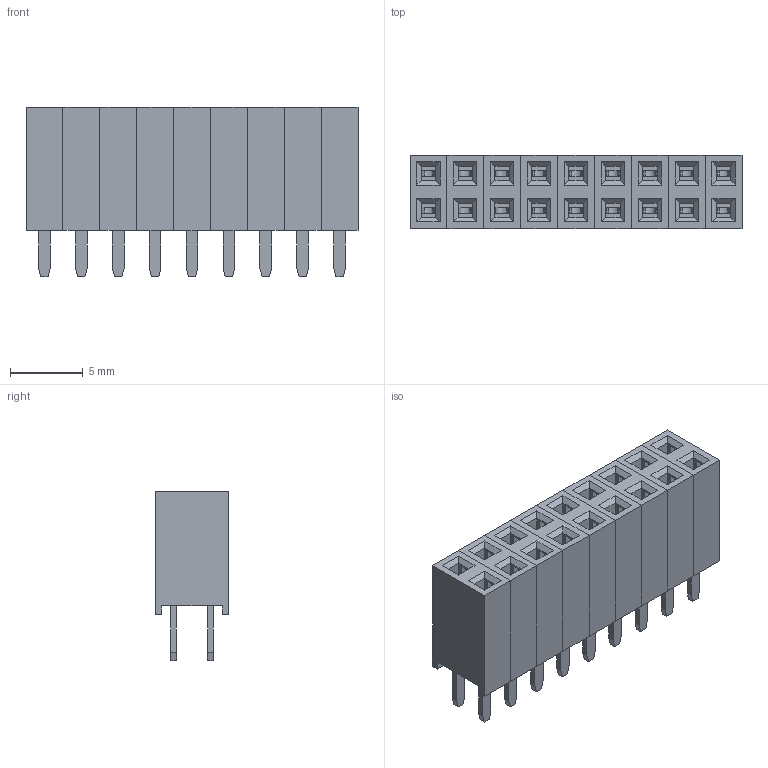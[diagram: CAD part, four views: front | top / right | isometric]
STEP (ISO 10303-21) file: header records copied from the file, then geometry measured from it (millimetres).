
FILE_DESCRIPTION (( 'STEP AP214' ), '1' );
FILE_NAME ('User Library-HeaderRangLuocKepThang2.54mm.STEP', '2019-04-08T09:33:30', ( '' ), ( '' ), 'SwSTEP 2.0', 'SolidWorks 2019', '' );
FILE_SCHEMA (( 'AUTOMOTIVE_DESIGN' ));
Length unit declared in the file: millimetre
Products named in the file (1): User Library-HeaderRangLuocKepThang2.54mm
Bounding box: 22.86 x 5.08 x 11.7 mm (x, y, z)
Volume: 810.2 mm3; surface area: 2692.7 mm2
Topology: 9 solids, 9 shells, 774 faces, 2196 edges, 1440 vertices
Faces by surface type: plane 756, cylinder 18
Entity records: 33284 total; most frequent: CARTESIAN_POINT 4411, ORIENTED_EDGE 4392, DIRECTION 3782, EDGE_CURVE 2196, LINE 2160, VECTOR 2160, VERTEX_POINT 1440, EDGE_LOOP 846
